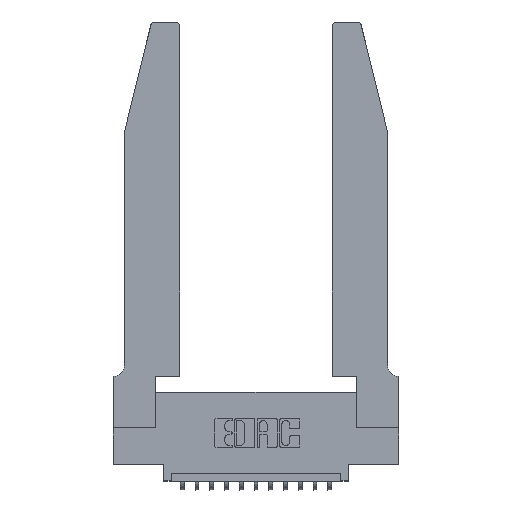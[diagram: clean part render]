
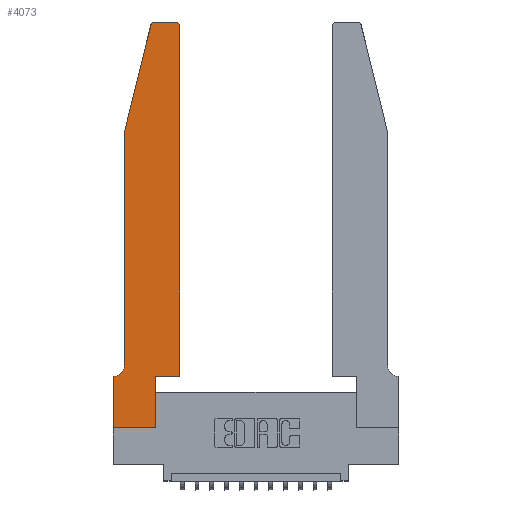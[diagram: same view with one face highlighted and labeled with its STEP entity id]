
A CAD part, top view. The second image highlights one B-rep face of the part: STEP entity #4073.
In plain terms, the highlighted planar face has unit normal (0, 0, 1).
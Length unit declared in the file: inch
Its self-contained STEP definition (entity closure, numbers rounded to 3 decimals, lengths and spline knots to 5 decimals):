
#30 = CARTESIAN_POINT ( 'NONE',  ( 0.2865, 0.35, 0.37 ) ) ;
#236 = ORIENTED_EDGE ( 'NONE', *, *, #2306, .T. ) ;
#466 = DIRECTION ( 'NONE',  ( 0., 0., -1. ) ) ;
#470 = VERTEX_POINT ( 'NONE', #7793 ) ;
#1079 = VERTEX_POINT ( 'NONE', #5357 ) ;
#1142 = LINE ( 'NONE', #2793, #4925 ) ;
#1254 = VERTEX_POINT ( 'NONE', #4312 ) ;
#1355 = DIRECTION ( 'NONE',  ( 1., 0., 0. ) ) ;
#1605 = VERTEX_POINT ( 'NONE', #11489 ) ;
#1936 = DIRECTION ( 'NONE',  ( 0., 0., 1. ) ) ;
#1951 = EDGE_CURVE ( 'NONE', #470, #1605, #14367, .T. ) ;
#2306 = EDGE_CURVE ( 'NONE', #7262, #2724, #11614, .T. ) ;
#2409 = CARTESIAN_POINT ( 'NONE',  ( 0.4205, 2.75, 0.37 ) ) ;
#2524 = CARTESIAN_POINT ( 'NONE',  ( 0.0755, 2., 0.37 ) ) ;
#2631 = CARTESIAN_POINT ( 'NONE',  ( 0.0755, 2., 0.37 ) ) ;
#2724 = VERTEX_POINT ( 'NONE', #30 ) ;
#2793 = CARTESIAN_POINT ( 'NONE',  ( 0., 0., 0.37 ) ) ;
#3772 = FACE_OUTER_BOUND ( 'NONE', #11343, .T. ) ;
#3859 = VERTEX_POINT ( 'NONE', #17225 ) ;
#3870 = VECTOR ( 'NONE', #10890, 39.37008 ) ;
#3904 = VECTOR ( 'NONE', #15765, 39.37008 ) ;
#3987 = ORIENTED_EDGE ( 'NONE', *, *, #9297, .T. ) ;
#4055 = CARTESIAN_POINT ( 'NONE',  ( 0.2605, 2.75, 0.37 ) ) ;
#4073 = ADVANCED_FACE ( 'NONE', ( #3772 ), #5201, .T. ) ;
#4312 = CARTESIAN_POINT ( 'NONE',  ( 0.25487, 2.72718, 0.37 ) ) ;
#4515 = DIRECTION ( 'NONE',  ( 1., 0., 0. ) ) ;
#4744 = CARTESIAN_POINT ( 'NONE',  ( 0.0055, 0.42, 0.37 ) ) ;
#4833 = CARTESIAN_POINT ( 'NONE',  ( 0.0755, 0.35, 0.37 ) ) ;
#4925 = VECTOR ( 'NONE', #12619, 39.37008 ) ;
#5043 = ORIENTED_EDGE ( 'NONE', *, *, #7664, .T. ) ;
#5108 = ORIENTED_EDGE ( 'NONE', *, *, #1951, .T. ) ;
#5201 = PLANE ( 'NONE',  #16932 ) ;
#5296 = CARTESIAN_POINT ( 'NONE',  ( 0.4205, 2.72, 0.37 ) ) ;
#5357 = CARTESIAN_POINT ( 'NONE',  ( 0., 0., 0.37 ) ) ;
#5413 = VECTOR ( 'NONE', #14370, 39.37008 ) ;
#5417 = EDGE_CURVE ( 'NONE', #10461, #16230, #9824, .T. ) ;
#5435 = DIRECTION ( 'NONE',  ( 0., 1., 0. ) ) ;
#5848 = VERTEX_POINT ( 'NONE', #2409 ) ;
#6081 = ORIENTED_EDGE ( 'NONE', *, *, #11471, .T. ) ;
#6269 = DIRECTION ( 'NONE',  ( 0., -1., 0. ) ) ;
#6372 = LINE ( 'NONE', #9017, #16718 ) ;
#6592 = EDGE_CURVE ( 'NONE', #1079, #7262, #9120, .T. ) ;
#6624 = VERTEX_POINT ( 'NONE', #10634 ) ;
#6710 = CIRCLE ( 'NONE', #8428, 0.03 ) ;
#7030 = DIRECTION ( 'NONE',  ( 0., 1., 0. ) ) ;
#7116 = VECTOR ( 'NONE', #6269, 39.37008 ) ;
#7123 = CARTESIAN_POINT ( 'NONE',  ( 0.284, 2.72, 0.37 ) ) ;
#7262 = VERTEX_POINT ( 'NONE', #9712 ) ;
#7384 = EDGE_CURVE ( 'NONE', #16230, #1079, #1142, .T. ) ;
#7544 = LINE ( 'NONE', #2524, #7116 ) ;
#7621 = DIRECTION ( 'NONE',  ( 1., 0., 0. ) ) ;
#7664 = EDGE_CURVE ( 'NONE', #5848, #6624, #15657, .T. ) ;
#7793 = CARTESIAN_POINT ( 'NONE',  ( 0.4505, 0.35, 0.37 ) ) ;
#8236 = ORIENTED_EDGE ( 'NONE', *, *, #8773, .T. ) ;
#8247 = AXIS2_PLACEMENT_3D ( 'NONE', #5296, #16117, #1355 ) ;
#8342 = CARTESIAN_POINT ( 'NONE',  ( 0.0055, 0.35, 0.37 ) ) ;
#8428 = AXIS2_PLACEMENT_3D ( 'NONE', #7123, #1936, #4515 ) ;
#8582 = ORIENTED_EDGE ( 'NONE', *, *, #15458, .T. ) ;
#8680 = CIRCLE ( 'NONE', #13167, 0.07 ) ;
#8773 = EDGE_CURVE ( 'NONE', #2724, #470, #6372, .T. ) ;
#9017 = CARTESIAN_POINT ( 'NONE',  ( 0.4505, 0.35, 0.37 ) ) ;
#9120 = LINE ( 'NONE', #10335, #3904 ) ;
#9297 = EDGE_CURVE ( 'NONE', #14156, #10461, #8680, .T. ) ;
#9609 = CARTESIAN_POINT ( 'NONE',  ( 0.4505, 0.35, 0.37 ) ) ;
#9707 = VECTOR ( 'NONE', #10750, 39.37008 ) ;
#9712 = CARTESIAN_POINT ( 'NONE',  ( 0.2865, 0., 0.37 ) ) ;
#9824 = LINE ( 'NONE', #4833, #5413 ) ;
#10110 = ORIENTED_EDGE ( 'NONE', *, *, #7384, .T. ) ;
#10335 = CARTESIAN_POINT ( 'NONE',  ( 0., 0., 0.37 ) ) ;
#10461 = VERTEX_POINT ( 'NONE', #8342 ) ;
#10634 = CARTESIAN_POINT ( 'NONE',  ( 0.284, 2.75, 0.37 ) ) ;
#10727 = DIRECTION ( 'NONE',  ( 1., 0., 0. ) ) ;
#10750 = DIRECTION ( 'NONE',  ( -0.239, -0.971, 0. ) ) ;
#10802 = CARTESIAN_POINT ( 'NONE',  ( 0.0755, 0.42, 0.37 ) ) ;
#10890 = DIRECTION ( 'NONE',  ( -1., 0., 0. ) ) ;
#11343 = EDGE_LOOP ( 'NONE', ( #5043, #6081, #16004, #14333, #3987, #15384, #10110, #13575, #236, #8236, #5108, #8582 ) ) ;
#11471 = EDGE_CURVE ( 'NONE', #6624, #1254, #6710, .T. ) ;
#11489 = CARTESIAN_POINT ( 'NONE',  ( 0.4505, 2.72, 0.37 ) ) ;
#11614 = LINE ( 'NONE', #12133, #13499 ) ;
#12133 = CARTESIAN_POINT ( 'NONE',  ( 0.2865, 0.35, 0.37 ) ) ;
#12619 = DIRECTION ( 'NONE',  ( 0., -1., 0. ) ) ;
#12690 = CIRCLE ( 'NONE', #8247, 0.03 ) ;
#13167 = AXIS2_PLACEMENT_3D ( 'NONE', #4744, #466, #15579 ) ;
#13305 = LINE ( 'NONE', #2631, #9707 ) ;
#13499 = VECTOR ( 'NONE', #5435, 39.37008 ) ;
#13575 = ORIENTED_EDGE ( 'NONE', *, *, #6592, .T. ) ;
#14156 = VERTEX_POINT ( 'NONE', #10802 ) ;
#14162 = VECTOR ( 'NONE', #7030, 39.37008 ) ;
#14333 = ORIENTED_EDGE ( 'NONE', *, *, #17117, .T. ) ;
#14367 = LINE ( 'NONE', #9609, #14162 ) ;
#14370 = DIRECTION ( 'NONE',  ( -1., 0., 0. ) ) ;
#14674 = CARTESIAN_POINT ( 'NONE',  ( 0., 0.35, 0.37 ) ) ;
#15384 = ORIENTED_EDGE ( 'NONE', *, *, #5417, .T. ) ;
#15458 = EDGE_CURVE ( 'NONE', #1605, #5848, #12690, .T. ) ;
#15579 = DIRECTION ( 'NONE',  ( -1., 0., 0. ) ) ;
#15657 = LINE ( 'NONE', #4055, #3870 ) ;
#15765 = DIRECTION ( 'NONE',  ( 1., 0., 0. ) ) ;
#16004 = ORIENTED_EDGE ( 'NONE', *, *, #16035, .T. ) ;
#16015 = DIRECTION ( 'NONE',  ( 0., 0., 1. ) ) ;
#16035 = EDGE_CURVE ( 'NONE', #1254, #3859, #13305, .T. ) ;
#16117 = DIRECTION ( 'NONE',  ( 0., 0., 1. ) ) ;
#16230 = VERTEX_POINT ( 'NONE', #16812 ) ;
#16718 = VECTOR ( 'NONE', #7621, 39.37008 ) ;
#16812 = CARTESIAN_POINT ( 'NONE',  ( 0., 0.35, 0.37 ) ) ;
#16932 = AXIS2_PLACEMENT_3D ( 'NONE', #14674, #16015, #10727 ) ;
#17117 = EDGE_CURVE ( 'NONE', #3859, #14156, #7544, .T. ) ;
#17225 = CARTESIAN_POINT ( 'NONE',  ( 0.0755, 2., 0.37 ) ) ;
